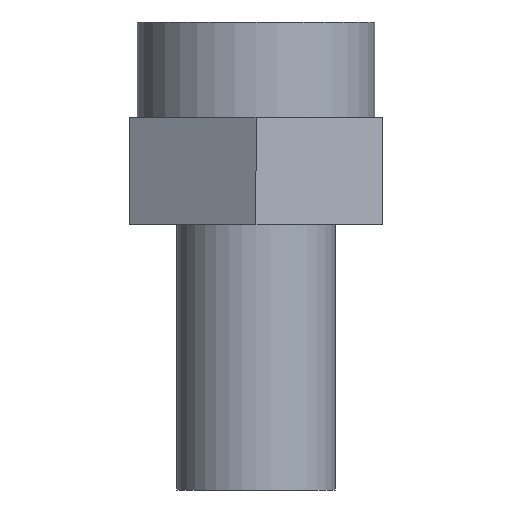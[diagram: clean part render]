
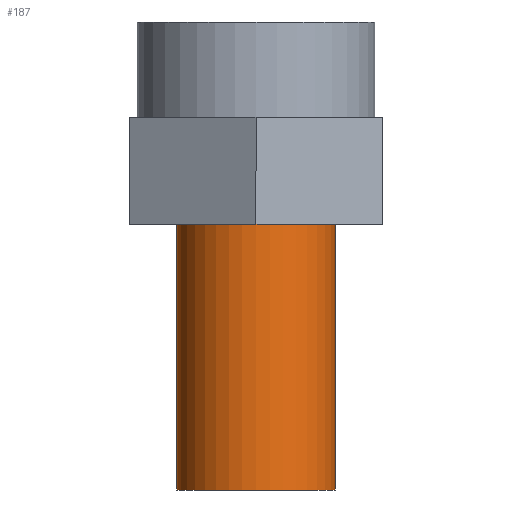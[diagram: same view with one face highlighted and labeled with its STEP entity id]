
A CAD part, front view. The second image highlights one B-rep face of the part: STEP entity #187.
In plain terms, the highlighted cylindrical face has radius 10 mm (diameter 20 mm), a partial arc.
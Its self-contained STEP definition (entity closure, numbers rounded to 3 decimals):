
#8 = DIRECTION ( 'NONE',  ( 0., 0., 1. ) ) ;
#19 = ORIENTED_EDGE ( 'NONE', *, *, #529, .T. ) ;
#71 = CARTESIAN_POINT ( 'NONE',  ( -10., 0., -59. ) ) ;
#111 = DIRECTION ( 'NONE',  ( 1., 0., 0. ) ) ;
#187 = ADVANCED_FACE ( 'NONE', ( #360 ), #1032, .T. ) ;
#188 = DIRECTION ( 'NONE',  ( 1., 0., 0. ) ) ;
#240 = CIRCLE ( 'NONE', #1065, 10. ) ;
#292 = VERTEX_POINT ( 'NONE', #1152 ) ;
#314 = VERTEX_POINT ( 'NONE', #586 ) ;
#326 = DIRECTION ( 'NONE',  ( 0., 0., 1. ) ) ;
#357 = EDGE_CURVE ( 'NONE', #314, #1144, #688, .T. ) ;
#360 = FACE_OUTER_BOUND ( 'NONE', #786, .T. ) ;
#401 = AXIS2_PLACEMENT_3D ( 'NONE', #487, #698, #111 ) ;
#411 = DIRECTION ( 'NONE',  ( 0., 0., 1. ) ) ;
#457 = ORIENTED_EDGE ( 'NONE', *, *, #565, .F. ) ;
#480 = VECTOR ( 'NONE', #326, 1000. ) ;
#487 = CARTESIAN_POINT ( 'NONE',  ( 0., 0., -25.5 ) ) ;
#529 = EDGE_CURVE ( 'NONE', #1141, #314, #240, .T. ) ;
#554 = CARTESIAN_POINT ( 'NONE',  ( 0., 0., 0. ) ) ;
#557 = ORIENTED_EDGE ( 'NONE', *, *, #926, .F. ) ;
#565 = EDGE_CURVE ( 'NONE', #1141, #292, #730, .T. ) ;
#586 = CARTESIAN_POINT ( 'NONE',  ( 10., 0., -59. ) ) ;
#596 = DIRECTION ( 'NONE',  ( 1., 0., 0. ) ) ;
#642 = CARTESIAN_POINT ( 'NONE',  ( -10., 0., 0. ) ) ;
#670 = VECTOR ( 'NONE', #8, 1000. ) ;
#688 = LINE ( 'NONE', #968, #670 ) ;
#691 = CIRCLE ( 'NONE', #401, 10. ) ;
#698 = DIRECTION ( 'NONE',  ( 0., 0., 1. ) ) ;
#730 = LINE ( 'NONE', #642, #480 ) ;
#786 = EDGE_LOOP ( 'NONE', ( #457, #19, #1111, #557 ) ) ;
#878 = CARTESIAN_POINT ( 'NONE',  ( 0., 0., -59. ) ) ;
#926 = EDGE_CURVE ( 'NONE', #292, #1144, #691, .T. ) ;
#968 = CARTESIAN_POINT ( 'NONE',  ( 10., 0., 0. ) ) ;
#1032 = CYLINDRICAL_SURFACE ( 'NONE', #1190, 10. ) ;
#1065 = AXIS2_PLACEMENT_3D ( 'NONE', #878, #411, #596 ) ;
#1111 = ORIENTED_EDGE ( 'NONE', *, *, #357, .T. ) ;
#1137 = DIRECTION ( 'NONE',  ( 0., 0., 1. ) ) ;
#1141 = VERTEX_POINT ( 'NONE', #71 ) ;
#1144 = VERTEX_POINT ( 'NONE', #1216 ) ;
#1152 = CARTESIAN_POINT ( 'NONE',  ( -10., 0., -25.5 ) ) ;
#1190 = AXIS2_PLACEMENT_3D ( 'NONE', #554, #1137, #188 ) ;
#1216 = CARTESIAN_POINT ( 'NONE',  ( 10., 0., -25.5 ) ) ;
